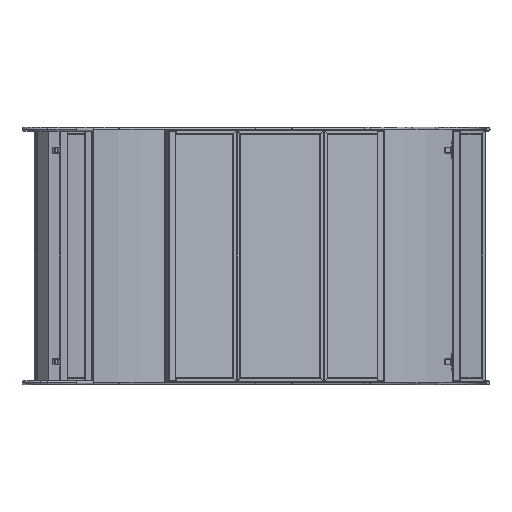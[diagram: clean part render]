
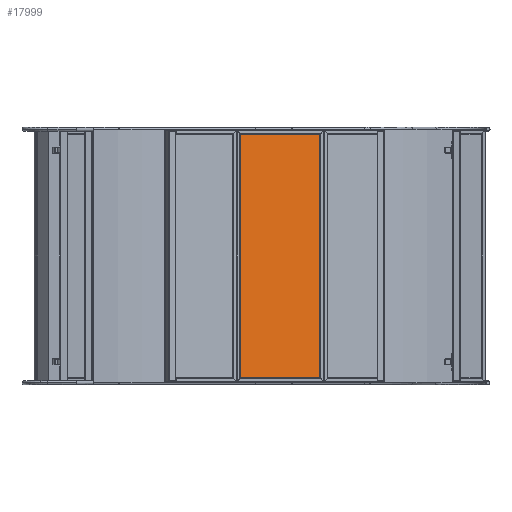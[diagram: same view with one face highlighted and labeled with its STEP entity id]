
A CAD part, front view. The second image highlights one B-rep face of the part: STEP entity #17999.
In plain terms, the highlighted face is planar.
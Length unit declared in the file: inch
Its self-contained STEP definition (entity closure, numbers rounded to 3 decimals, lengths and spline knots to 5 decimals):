
#270 = VERTEX_POINT ( 'NONE', #16556 ) ;
#1436 = ORIENTED_EDGE ( 'NONE', *, *, #11844, .F. ) ;
#1766 = CARTESIAN_POINT ( 'NONE',  ( 0., -0.0598, 0. ) ) ;
#2313 = DIRECTION ( 'NONE',  ( 0., 1., 0. ) ) ;
#2463 = VERTEX_POINT ( 'NONE', #4833 ) ;
#3031 = DIRECTION ( 'NONE',  ( 1., 0., 0. ) ) ;
#4543 = FACE_OUTER_BOUND ( 'NONE', #22166, .T. ) ;
#4833 = CARTESIAN_POINT ( 'NONE',  ( 29.8622, -0.0598, 11.8622 ) ) ;
#4971 = VERTEX_POINT ( 'NONE', #22133 ) ;
#7106 = LINE ( 'NONE', #35050, #19622 ) ;
#7913 = ORIENTED_EDGE ( 'NONE', *, *, #30467, .F. ) ;
#9716 = DIRECTION ( 'NONE',  ( -1., 0., 0. ) ) ;
#11536 = LINE ( 'NONE', #22816, #27819 ) ;
#11844 = EDGE_CURVE ( 'NONE', #2463, #270, #36176, .T. ) ;
#13592 = DIRECTION ( 'NONE',  ( 0., 0., 1. ) ) ;
#16114 = ORIENTED_EDGE ( 'NONE', *, *, #33479, .F. ) ;
#16556 = CARTESIAN_POINT ( 'NONE',  ( 29.8622, -0.0598, -11.8622 ) ) ;
#17695 = CARTESIAN_POINT ( 'NONE',  ( -29.8622, -0.0598, 11.8622 ) ) ;
#17999 = ADVANCED_FACE ( 'NONE', ( #4543 ), #35443, .F. ) ;
#19005 = DIRECTION ( 'NONE',  ( 0., 0., -1. ) ) ;
#19622 = VECTOR ( 'NONE', #9716, 39.37008 ) ;
#20249 = LINE ( 'NONE', #28745, #30921 ) ;
#21072 = AXIS2_PLACEMENT_3D ( 'NONE', #1766, #2313, #13592 ) ;
#21508 = ORIENTED_EDGE ( 'NONE', *, *, #24108, .F. ) ;
#22133 = CARTESIAN_POINT ( 'NONE',  ( -29.8622, -0.0598, -11.8622 ) ) ;
#22166 = EDGE_LOOP ( 'NONE', ( #7913, #16114, #21508, #1436 ) ) ;
#22816 = CARTESIAN_POINT ( 'NONE',  ( -29.91236, -0.0598, 11.8622 ) ) ;
#23354 = VECTOR ( 'NONE', #19005, 39.37008 ) ;
#24108 = EDGE_CURVE ( 'NONE', #270, #4971, #7106, .T. ) ;
#25405 = DIRECTION ( 'NONE',  ( 0., 0., 1. ) ) ;
#27141 = VERTEX_POINT ( 'NONE', #17695 ) ;
#27819 = VECTOR ( 'NONE', #3031, 39.37008 ) ;
#28745 = CARTESIAN_POINT ( 'NONE',  ( -29.8622, -0.0598, -11.91236 ) ) ;
#30467 = EDGE_CURVE ( 'NONE', #27141, #2463, #11536, .T. ) ;
#30921 = VECTOR ( 'NONE', #25405, 39.37008 ) ;
#33479 = EDGE_CURVE ( 'NONE', #4971, #27141, #20249, .T. ) ;
#35050 = CARTESIAN_POINT ( 'NONE',  ( 29.91236, -0.0598, -11.8622 ) ) ;
#35443 = PLANE ( 'NONE',  #21072 ) ;
#35636 = CARTESIAN_POINT ( 'NONE',  ( 29.8622, -0.0598, 11.91236 ) ) ;
#36176 = LINE ( 'NONE', #35636, #23354 ) ;
